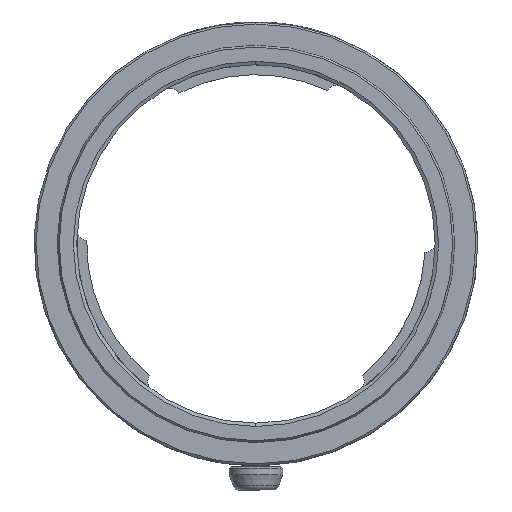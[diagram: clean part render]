
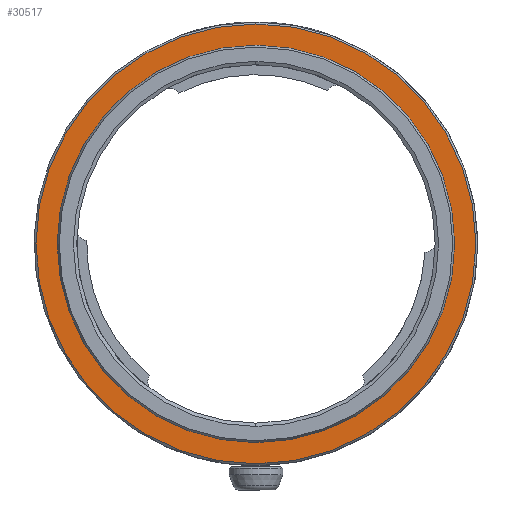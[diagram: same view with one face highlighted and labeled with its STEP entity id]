
A CAD part, front view. The second image highlights one B-rep face of the part: STEP entity #30517.
In plain terms, the highlighted planar face has unit normal (0, -1, 0).
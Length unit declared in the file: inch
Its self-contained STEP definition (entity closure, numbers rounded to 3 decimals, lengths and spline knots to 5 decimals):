
#581 = CARTESIAN_POINT ( 'NONE',  ( -1.25674, -0.32467, 1.9449 ) ) ;
#656 = DIRECTION ( 'NONE',  ( 0., 1., 0. ) ) ;
#3318 = CARTESIAN_POINT ( 'NONE',  ( -1.25674, -0.32467, 0.8189 ) ) ;
#3799 = CIRCLE ( 'NONE', #6281, 1.0075 ) ;
#4051 = CARTESIAN_POINT ( 'NONE',  ( -1.25674, -0.32467, -0.3071 ) ) ;
#4213 = AXIS2_PLACEMENT_3D ( 'NONE', #26296, #16846, #34852 ) ;
#4859 = CIRCLE ( 'NONE', #36431, 1.126 ) ;
#4880 = VERTEX_POINT ( 'NONE', #581 ) ;
#4968 = ORIENTED_EDGE ( 'NONE', *, *, #23451, .T. ) ;
#5859 = DIRECTION ( 'NONE',  ( 0., 0., -1. ) ) ;
#6281 = AXIS2_PLACEMENT_3D ( 'NONE', #24533, #29732, #15044 ) ;
#6609 = DIRECTION ( 'NONE',  ( 0., -1., 0. ) ) ;
#7303 = FACE_BOUND ( 'NONE', #34993, .T. ) ;
#7686 = PLANE ( 'NONE',  #4213 ) ;
#8920 = AXIS2_PLACEMENT_3D ( 'NONE', #18306, #6609, #5859 ) ;
#9309 = VERTEX_POINT ( 'NONE', #29168 ) ;
#9332 = DIRECTION ( 'NONE',  ( 0., 0., 1. ) ) ;
#10722 = EDGE_LOOP ( 'NONE', ( #28869, #13071 ) ) ;
#12651 = CIRCLE ( 'NONE', #8920, 1.126 ) ;
#12819 = ORIENTED_EDGE ( 'NONE', *, *, #20271, .T. ) ;
#13071 = ORIENTED_EDGE ( 'NONE', *, *, #15530, .T. ) ;
#14543 = CIRCLE ( 'NONE', #17641, 1.0075 ) ;
#15044 = DIRECTION ( 'NONE',  ( 0., 0., 1. ) ) ;
#15530 = EDGE_CURVE ( 'NONE', #33802, #4880, #4859, .T. ) ;
#15804 = CARTESIAN_POINT ( 'NONE',  ( -1.25674, -0.32467, 0.8189 ) ) ;
#16846 = DIRECTION ( 'NONE',  ( 0., -1., 0. ) ) ;
#17641 = AXIS2_PLACEMENT_3D ( 'NONE', #15804, #656, #9332 ) ;
#18306 = CARTESIAN_POINT ( 'NONE',  ( -1.25674, -0.32467, 0.8189 ) ) ;
#20271 = EDGE_CURVE ( 'NONE', #32240, #9309, #3799, .T. ) ;
#23451 = EDGE_CURVE ( 'NONE', #9309, #32240, #14543, .T. ) ;
#23885 = DIRECTION ( 'NONE',  ( 0., 0., -1. ) ) ;
#24533 = CARTESIAN_POINT ( 'NONE',  ( -1.25674, -0.32467, 0.8189 ) ) ;
#24788 = FACE_OUTER_BOUND ( 'NONE', #10722, .T. ) ;
#26296 = CARTESIAN_POINT ( 'NONE',  ( -1.25674, -0.32467, 0.8189 ) ) ;
#28869 = ORIENTED_EDGE ( 'NONE', *, *, #36236, .T. ) ;
#29168 = CARTESIAN_POINT ( 'NONE',  ( -1.25674, -0.32467, -0.1886 ) ) ;
#29732 = DIRECTION ( 'NONE',  ( 0., 1., 0. ) ) ;
#30517 = ADVANCED_FACE ( 'NONE', ( #24788, #7303 ), #7686, .T. ) ;
#32240 = VERTEX_POINT ( 'NONE', #36919 ) ;
#33567 = DIRECTION ( 'NONE',  ( 0., -1., 0. ) ) ;
#33802 = VERTEX_POINT ( 'NONE', #4051 ) ;
#34852 = DIRECTION ( 'NONE',  ( 0., 0., -1. ) ) ;
#34993 = EDGE_LOOP ( 'NONE', ( #12819, #4968 ) ) ;
#36236 = EDGE_CURVE ( 'NONE', #4880, #33802, #12651, .T. ) ;
#36431 = AXIS2_PLACEMENT_3D ( 'NONE', #3318, #33567, #23885 ) ;
#36919 = CARTESIAN_POINT ( 'NONE',  ( -1.25674, -0.32467, 1.8264 ) ) ;
